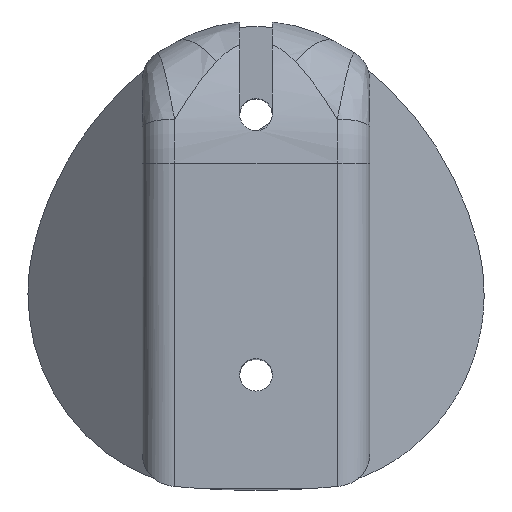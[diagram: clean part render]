
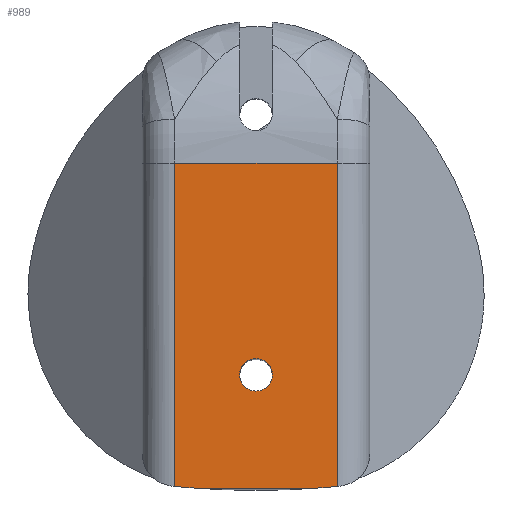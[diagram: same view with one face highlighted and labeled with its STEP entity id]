
A CAD part, top view. The second image highlights one B-rep face of the part: STEP entity #989.
In plain terms, the highlighted planar face has unit normal (0, 0, 1).
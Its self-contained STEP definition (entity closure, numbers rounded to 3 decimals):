
#21 = VERTEX_POINT ( 'NONE', #985 ) ;
#23 = FACE_BOUND ( 'NONE', #2556, .T. ) ;
#72 = CARTESIAN_POINT ( 'NONE',  ( 1.585, 0., 13.705 ) ) ;
#161 = VECTOR ( 'NONE', #907, 1000. ) ;
#208 = DIRECTION ( 'NONE',  ( 0., -1., 0. ) ) ;
#248 = EDGE_CURVE ( 'NONE', #668, #1059, #2287, .T. ) ;
#262 = CARTESIAN_POINT ( 'NONE',  ( 2.501, 10., 13.705 ) ) ;
#269 = DIRECTION ( 'NONE',  ( -1., 0., 0. ) ) ;
#332 = ORIENTED_EDGE ( 'NONE', *, *, #2019, .T. ) ;
#386 = CARTESIAN_POINT ( 'NONE',  ( -1.89, 0., 13.705 ) ) ;
#390 = VERTEX_POINT ( 'NONE', #2514 ) ;
#432 = CARTESIAN_POINT ( 'NONE',  ( -0.499, 3.5, 13.705 ) ) ;
#434 = DIRECTION ( 'NONE',  ( 0., 0., 1. ) ) ;
#435 = EDGE_CURVE ( 'NONE', #21, #1607, #1937, .T. ) ;
#457 = CARTESIAN_POINT ( 'NONE',  ( -2.499, 10., 13.705 ) ) ;
#503 =( BOUNDED_CURVE ( )  B_SPLINE_CURVE ( 3, ( #591, #1549, #1330, #2470 ),
 .UNSPECIFIED., .F., .F. ) 
 B_SPLINE_CURVE_WITH_KNOTS ( ( 4, 4 ),
 ( 4.712, 4.865 ),
 .UNSPECIFIED. ) 
 CURVE ( )  GEOMETRIC_REPRESENTATION_ITEM ( )  RATIONAL_B_SPLINE_CURVE ( ( 1., 0.998, 0.998, 1. ) ) 
 REPRESENTATION_ITEM ( '' )  );
#590 = VERTEX_POINT ( 'NONE', #457 ) ;
#591 = CARTESIAN_POINT ( 'NONE',  ( 1.585, 0., 13.705 ) ) ;
#623 = CARTESIAN_POINT ( 'NONE',  ( 0.001, 3.5, 13.705 ) ) ;
#634 = EDGE_LOOP ( 'NONE', ( #2077, #1295, #2233, #332, #680, #2405 ) ) ;
#668 = VERTEX_POINT ( 'NONE', #937 ) ;
#680 = ORIENTED_EDGE ( 'NONE', *, *, #2354, .T. ) ;
#721 =( BOUNDED_CURVE ( )  B_SPLINE_CURVE ( 3, ( #845, #1787, #386, #878 ),
 .UNSPECIFIED., .F., .F. ) 
 B_SPLINE_CURVE_WITH_KNOTS ( ( 4, 4 ),
 ( 4.559, 4.712 ),
 .UNSPECIFIED. ) 
 CURVE ( )  GEOMETRIC_REPRESENTATION_ITEM ( )  RATIONAL_B_SPLINE_CURVE ( ( 1., 0.998, 0.998, 1. ) ) 
 REPRESENTATION_ITEM ( '' )  );
#773 = ORIENTED_EDGE ( 'NONE', *, *, #894, .F. ) ;
#845 = CARTESIAN_POINT ( 'NONE',  ( -2.499, 0.07, 13.705 ) ) ;
#878 = CARTESIAN_POINT ( 'NONE',  ( -1.584, 0., 13.705 ) ) ;
#894 = EDGE_CURVE ( 'NONE', #1607, #21, #1984, .T. ) ;
#907 = DIRECTION ( 'NONE',  ( -1., 0., 0. ) ) ;
#937 = CARTESIAN_POINT ( 'NONE',  ( 2.501, 0.07, 13.705 ) ) ;
#985 = CARTESIAN_POINT ( 'NONE',  ( 0.501, 3.5, 13.705 ) ) ;
#989 = ADVANCED_FACE ( 'NONE', ( #23, #1684 ), #2851, .F. ) ;
#1059 = VERTEX_POINT ( 'NONE', #262 ) ;
#1115 = DIRECTION ( 'NONE',  ( 1., 0., 0. ) ) ;
#1178 = DIRECTION ( 'NONE',  ( 0., 0., -1. ) ) ;
#1263 = EDGE_CURVE ( 'NONE', #1059, #590, #3007, .T. ) ;
#1295 = ORIENTED_EDGE ( 'NONE', *, *, #248, .T. ) ;
#1330 = CARTESIAN_POINT ( 'NONE',  ( 2.198, 0.023, 13.705 ) ) ;
#1360 = LINE ( 'NONE', #2103, #2586 ) ;
#1370 = VERTEX_POINT ( 'NONE', #72 ) ;
#1444 = AXIS2_PLACEMENT_3D ( 'NONE', #2604, #1178, #269 ) ;
#1549 = CARTESIAN_POINT ( 'NONE',  ( 1.892, 0., 13.705 ) ) ;
#1607 = VERTEX_POINT ( 'NONE', #432 ) ;
#1684 = FACE_OUTER_BOUND ( 'NONE', #634, .T. ) ;
#1787 = CARTESIAN_POINT ( 'NONE',  ( -2.196, 0.023, 13.705 ) ) ;
#1795 = DIRECTION ( 'NONE',  ( 0., 0., 1. ) ) ;
#1840 = DIRECTION ( 'NONE',  ( 1., 0., 0. ) ) ;
#1842 = AXIS2_PLACEMENT_3D ( 'NONE', #623, #1795, #2530 ) ;
#1887 = AXIS2_PLACEMENT_3D ( 'NONE', #2252, #434, #1115 ) ;
#1937 = CIRCLE ( 'NONE', #1887, 0.5 ) ;
#1984 = CIRCLE ( 'NONE', #1842, 0.5 ) ;
#2019 = EDGE_CURVE ( 'NONE', #590, #2049, #3039, .T. ) ;
#2049 = VERTEX_POINT ( 'NONE', #2505 ) ;
#2058 = DIRECTION ( 'NONE',  ( 0., 1., 0. ) ) ;
#2077 = ORIENTED_EDGE ( 'NONE', *, *, #2746, .T. ) ;
#2088 = CARTESIAN_POINT ( 'NONE',  ( 2.501, 15., 13.705 ) ) ;
#2103 = CARTESIAN_POINT ( 'NONE',  ( 3.501, 0., 13.705 ) ) ;
#2135 = VECTOR ( 'NONE', #208, 1000. ) ;
#2233 = ORIENTED_EDGE ( 'NONE', *, *, #1263, .T. ) ;
#2252 = CARTESIAN_POINT ( 'NONE',  ( 0.001, 3.5, 13.705 ) ) ;
#2287 = LINE ( 'NONE', #2088, #3013 ) ;
#2303 = CARTESIAN_POINT ( 'NONE',  ( -2.499, 15., 13.705 ) ) ;
#2354 = EDGE_CURVE ( 'NONE', #2049, #390, #721, .T. ) ;
#2405 = ORIENTED_EDGE ( 'NONE', *, *, #2845, .T. ) ;
#2470 = CARTESIAN_POINT ( 'NONE',  ( 2.501, 0.07, 13.705 ) ) ;
#2505 = CARTESIAN_POINT ( 'NONE',  ( -2.499, 0.07, 13.705 ) ) ;
#2514 = CARTESIAN_POINT ( 'NONE',  ( -1.584, 0., 13.705 ) ) ;
#2530 = DIRECTION ( 'NONE',  ( 1., 0., 0. ) ) ;
#2556 = EDGE_LOOP ( 'NONE', ( #2985, #773 ) ) ;
#2586 = VECTOR ( 'NONE', #1840, 1000. ) ;
#2604 = CARTESIAN_POINT ( 'NONE',  ( 3.501, 15., 13.705 ) ) ;
#2735 = CARTESIAN_POINT ( 'NONE',  ( -3.499, 10., 13.705 ) ) ;
#2746 = EDGE_CURVE ( 'NONE', #1370, #668, #503, .T. ) ;
#2845 = EDGE_CURVE ( 'NONE', #390, #1370, #1360, .T. ) ;
#2851 = PLANE ( 'NONE',  #1444 ) ;
#2985 = ORIENTED_EDGE ( 'NONE', *, *, #435, .F. ) ;
#3007 = LINE ( 'NONE', #2735, #161 ) ;
#3013 = VECTOR ( 'NONE', #2058, 1000. ) ;
#3039 = LINE ( 'NONE', #2303, #2135 ) ;
